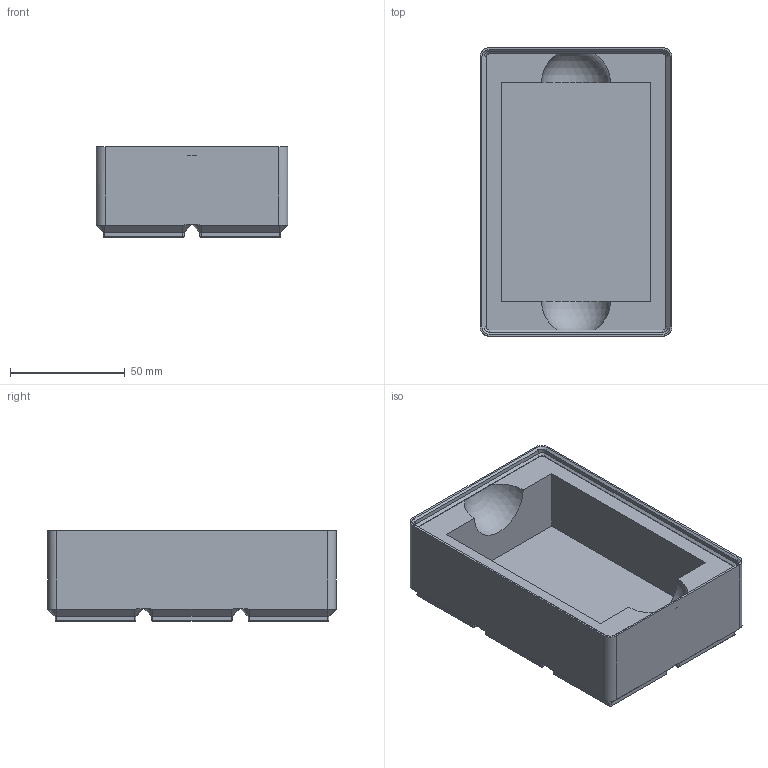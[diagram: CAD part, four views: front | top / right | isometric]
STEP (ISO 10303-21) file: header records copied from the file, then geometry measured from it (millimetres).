
FILE_DESCRIPTION(('Open CASCADE Model'),'2;1');
FILE_NAME('Open CASCADE Shape Model','2024-05-28T21:28:34',('Author'),( 'Open CASCADE'),'Open CASCADE STEP processor 7.7','Open CASCADE 7.7' ,'Unknown');
FILE_SCHEMA(('AUTOMOTIVE_DESIGN { 1 0 10303 214 1 1 1 1 }'));
Length unit declared in the file: millimetre
Products named in the file (1): Open CASCADE STEP translator 7.7 3
Bounding box: 83.5 x 125.5 x 39.3 mm (x, y, z)
Volume: 182128.3 mm3; surface area: 47940.3 mm2
Topology: 1 solids, 1 shells, 210 faces, 487 edges, 278 vertices
Faces by surface type: plane 116, cone 56, cylinder 36, sphere 2
Entity records: 12512 total; most frequent: CARTESIAN_POINT 2792, DIRECTION 1825, LINE 1025, VECTOR 1025, ORIENTED_EDGE 970, PCURVE 970, DEFINITIONAL_REPRESENTATION 970, EDGE_CURVE 485
